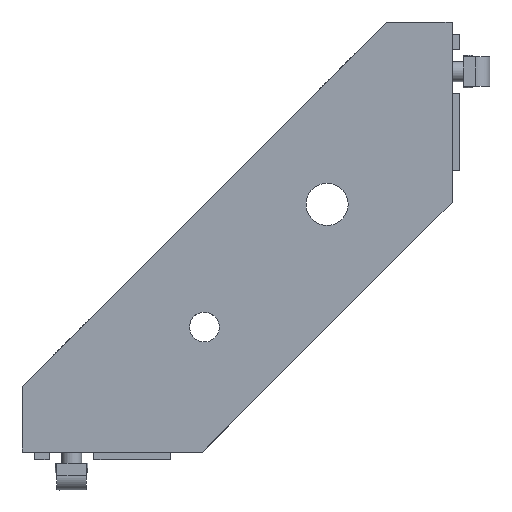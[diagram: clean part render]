
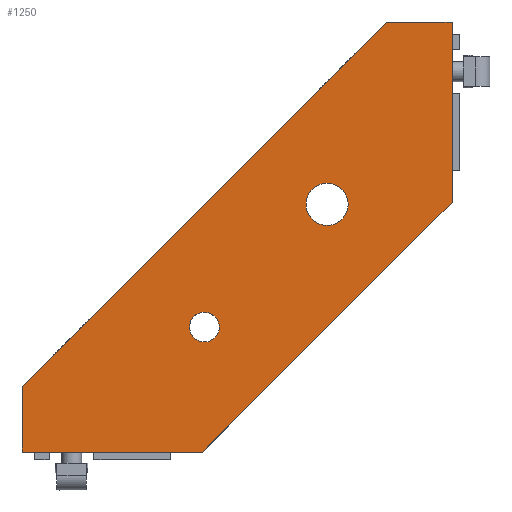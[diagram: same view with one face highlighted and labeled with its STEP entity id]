
A CAD part, top view. The second image highlights one B-rep face of the part: STEP entity #1250.
In plain terms, the highlighted planar face has unit normal (0, 0, 1).
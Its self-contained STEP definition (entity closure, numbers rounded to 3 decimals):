
#75=FACE_BOUND('',#237,.T.);
#76=FACE_BOUND('',#238,.T.);
#96=CIRCLE('',#1413,6.);
#97=CIRCLE('',#1414,8.5);
#158=FACE_OUTER_BOUND('',#236,.T.);
#236=EDGE_LOOP('',(#944,#945,#946,#947,#948,#949));
#237=EDGE_LOOP('',(#950));
#238=EDGE_LOOP('',(#951));
#315=LINE('',#1887,#437);
#342=LINE('',#1953,#464);
#352=LINE('',#1982,#474);
#353=LINE('',#1984,#475);
#354=LINE('',#1986,#476);
#355=LINE('',#1987,#477);
#437=VECTOR('',#1534,10.);
#464=VECTOR('',#1595,10.);
#474=VECTOR('',#1627,10.);
#475=VECTOR('',#1628,10.);
#476=VECTOR('',#1629,10.);
#477=VECTOR('',#1630,10.);
#552=VERTEX_POINT('',#1880);
#555=VERTEX_POINT('',#1885);
#576=VERTEX_POINT('',#1950);
#585=VERTEX_POINT('',#1981);
#586=VERTEX_POINT('',#1983);
#587=VERTEX_POINT('',#1985);
#588=VERTEX_POINT('',#1988);
#589=VERTEX_POINT('',#1990);
#677=EDGE_CURVE('',#555,#552,#315,.T.);
#708=EDGE_CURVE('',#555,#576,#342,.T.);
#722=EDGE_CURVE('',#585,#576,#352,.T.);
#723=EDGE_CURVE('',#586,#585,#353,.T.);
#724=EDGE_CURVE('',#587,#586,#354,.T.);
#725=EDGE_CURVE('',#587,#552,#355,.T.);
#726=EDGE_CURVE('',#588,#588,#96,.T.);
#727=EDGE_CURVE('',#589,#589,#97,.T.);
#944=ORIENTED_EDGE('',*,*,#708,.T.);
#945=ORIENTED_EDGE('',*,*,#722,.F.);
#946=ORIENTED_EDGE('',*,*,#723,.F.);
#947=ORIENTED_EDGE('',*,*,#724,.F.);
#948=ORIENTED_EDGE('',*,*,#725,.T.);
#949=ORIENTED_EDGE('',*,*,#677,.F.);
#950=ORIENTED_EDGE('',*,*,#726,.T.);
#951=ORIENTED_EDGE('',*,*,#727,.T.);
#1193=PLANE('',#1412);
#1250=ADVANCED_FACE('',(#158,#75,#76),#1193,.T.);
#1412=AXIS2_PLACEMENT_3D('',#1980,#1625,#1626);
#1413=AXIS2_PLACEMENT_3D('',#1989,#1631,#1632);
#1414=AXIS2_PLACEMENT_3D('',#1991,#1633,#1634);
#1534=DIRECTION('',(-0.707,-0.707,0.));
#1595=DIRECTION('',(0.,1.,0.));
#1625=DIRECTION('center_axis',(0.,0.,1.));
#1626=DIRECTION('ref_axis',(1.,0.,0.));
#1627=DIRECTION('',(1.,0.,0.));
#1628=DIRECTION('',(0.707,0.707,0.));
#1629=DIRECTION('',(0.,1.,0.));
#1630=DIRECTION('',(1.,0.,0.));
#1631=DIRECTION('center_axis',(0.,0.,-1.));
#1632=DIRECTION('ref_axis',(-1.,0.,0.));
#1633=DIRECTION('center_axis',(0.,0.,-1.));
#1634=DIRECTION('ref_axis',(-1.,0.,0.));
#1880=CARTESIAN_POINT('',(-103.773,3.,9.));
#1885=CARTESIAN_POINT('',(-3.,103.773,9.));
#1887=CARTESIAN_POINT('',(-106.773,0.,9.));
#1950=CARTESIAN_POINT('',(-3.,176.423,9.));
#1953=CARTESIAN_POINT('',(-3.,93.721,9.));
#1980=CARTESIAN_POINT('Origin',(-80.668,80.668,9.));
#1981=CARTESIAN_POINT('',(-29.345,176.423,9.));
#1982=CARTESIAN_POINT('',(0.,176.423,9.));
#1983=CARTESIAN_POINT('',(-176.423,29.345,9.));
#1984=CARTESIAN_POINT('',(-29.345,176.423,9.));
#1985=CARTESIAN_POINT('',(-176.423,3.,9.));
#1986=CARTESIAN_POINT('',(-176.423,29.345,9.));
#1987=CARTESIAN_POINT('',(-93.721,3.,9.));
#1988=CARTESIAN_POINT('',(-96.884,53.387,9.));
#1989=CARTESIAN_POINT('Origin',(-102.884,53.387,9.));
#1990=CARTESIAN_POINT('',(-44.887,102.884,9.));
#1991=CARTESIAN_POINT('Origin',(-53.387,102.884,9.));
